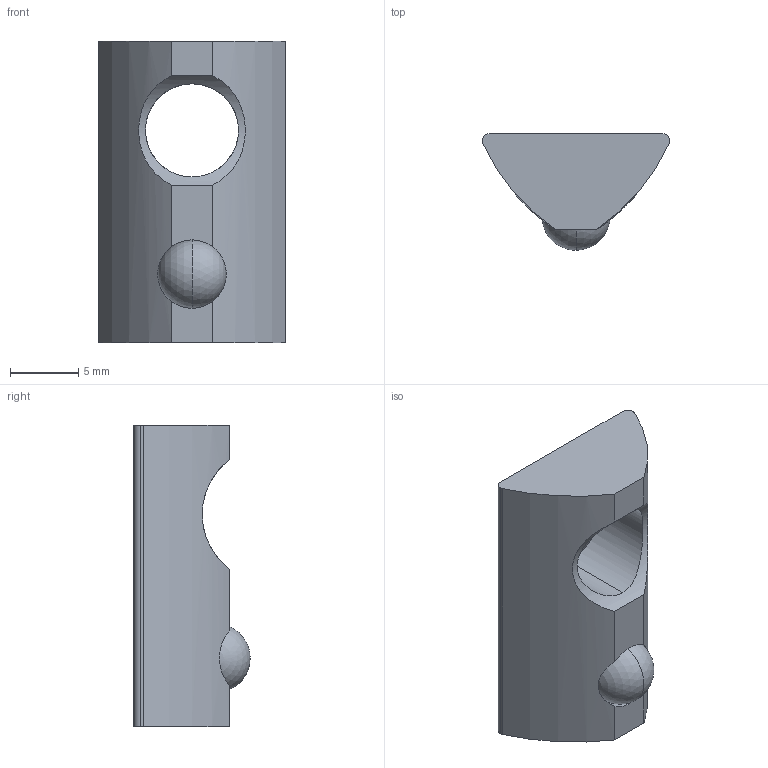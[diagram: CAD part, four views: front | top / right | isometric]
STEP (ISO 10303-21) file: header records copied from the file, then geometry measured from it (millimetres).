
FILE_DESCRIPTION(('STEP AP214'),'1');
FILE_NAME('fath_096008.stp','2017-06-14T17:04:57',('TraceParts'),('TraceParts S.A.'),'Spatial InterOp 3D',' ',' ');
FILE_SCHEMA(('automotive_design'));
Length unit declared in the file: millimetre
Products named in the file (2): fath_096008_1; fath_096008_2
Bounding box: 13.7 x 8.5 x 22 mm (x, y, z)
Volume: 1185.6 mm3; surface area: 1095.5 mm2
Topology: 2 solids, 2 shells, 26 faces, 68 edges, 42 vertices
Faces by surface type: cylinder 11, plane 7, cone 4, sphere 4
Entity records: 1186 total; most frequent: CARTESIAN_POINT 288, DIRECTION 146, ORIENTED_EDGE 128, EDGE_CURVE 64, AXIS2_PLACEMENT_3D 60, VERTEX_POINT 42, CIRCLE 32, STYLED_ITEM 28
